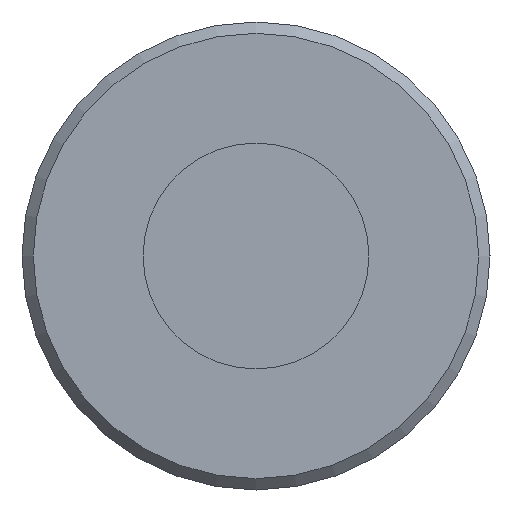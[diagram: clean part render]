
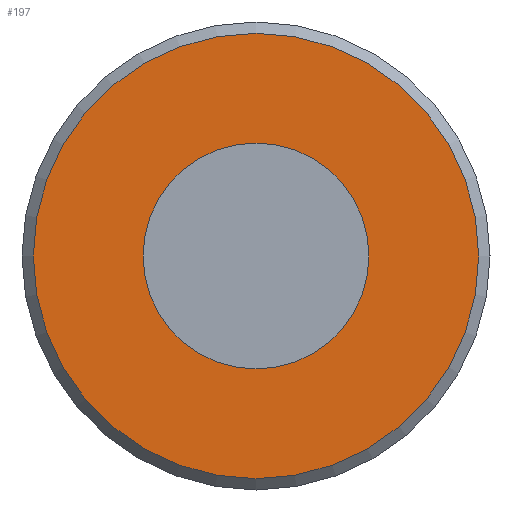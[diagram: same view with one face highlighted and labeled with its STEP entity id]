
A CAD part, left-side view. The second image highlights one B-rep face of the part: STEP entity #197.
In plain terms, the highlighted planar face has unit normal (-1, 0, 0).
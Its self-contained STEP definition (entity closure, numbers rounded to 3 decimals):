
#197 = ADVANCED_FACE( '', ( #360, #361 ), #362, .T. );
#360 = FACE_BOUND( '', #542, .T. );
#361 = FACE_OUTER_BOUND( '', #543, .T. );
#362 = PLANE( '', #544 );
#542 = EDGE_LOOP( '', ( #798 ) );
#543 = EDGE_LOOP( '', ( #799 ) );
#544 = AXIS2_PLACEMENT_3D( '', #800, #801, #802 );
#798 = ORIENTED_EDGE( '', *, *, #896, .T. );
#799 = ORIENTED_EDGE( '', *, *, #915, .F. );
#800 = CARTESIAN_POINT( '', ( 0., 13.8, 0. ) );
#801 = DIRECTION( '', ( -1., 0., 0. ) );
#802 = DIRECTION( '', ( 0., 0., 1. ) );
#896 = EDGE_CURVE( '', #1036, #1036, #1037, .T. );
#915 = EDGE_CURVE( '', #1058, #1058, #1059, .T. );
#1036 = VERTEX_POINT( '', #1327 );
#1037 = CIRCLE( '', #1328, 7. );
#1058 = VERTEX_POINT( '', #1363 );
#1059 = CIRCLE( '', #1364, 13.8 );
#1327 = CARTESIAN_POINT( '', ( 0., 0., -7. ) );
#1328 = AXIS2_PLACEMENT_3D( '', #1483, #1484, #1485 );
#1363 = CARTESIAN_POINT( '', ( 0., 0., -13.8 ) );
#1364 = AXIS2_PLACEMENT_3D( '', #1502, #1503, #1504 );
#1483 = CARTESIAN_POINT( '', ( 0., 0., 0. ) );
#1484 = DIRECTION( '', ( 1., 0., 0. ) );
#1485 = DIRECTION( '', ( 0., 0., -1. ) );
#1502 = CARTESIAN_POINT( '', ( 0., 0., 0. ) );
#1503 = DIRECTION( '', ( 1., 0., 0. ) );
#1504 = DIRECTION( '', ( 0., 0., -1. ) );
